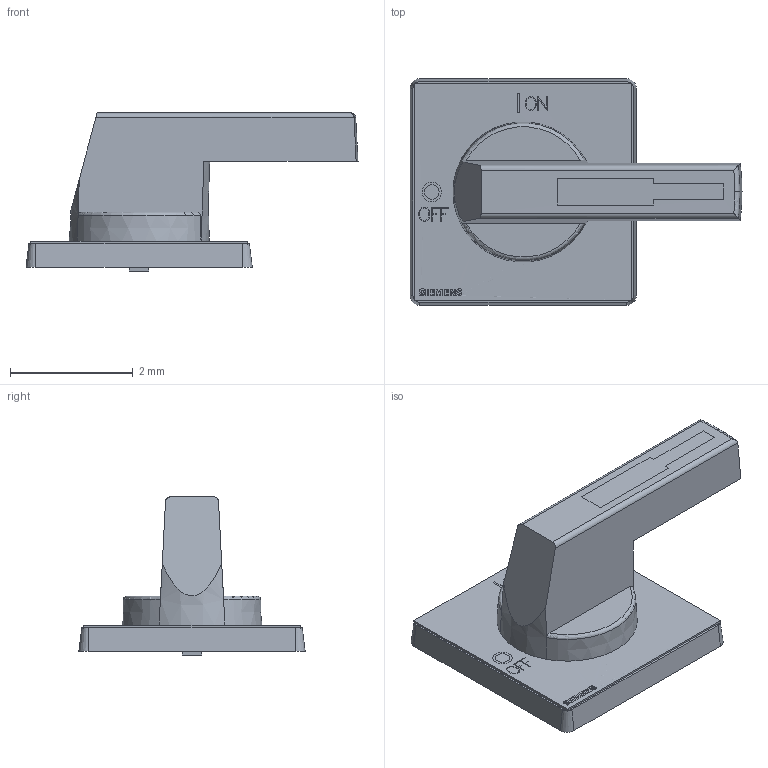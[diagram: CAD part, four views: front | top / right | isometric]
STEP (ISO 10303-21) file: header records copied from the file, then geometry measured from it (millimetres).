
FILE_DESCRIPTION(('STEP AP214'),'1');
FILE_NAME('cctmp_0EF442B1-CF78-476E-8C91-87130565EFAF_2023_04_14_05_29_46_0850..stp','2023-04-14T03:29:47',('SIEMENS A&D'),('CADClick - www.CADClick.com'),'Spatial InterOp 3D postprocessed',' ','unknown authorization');
FILE_SCHEMA(('AUTOMOTIVE_DESIGN'));
Length unit declared in the file: millimetre
Products named in the file (1): 2023_04_14_05_29_46_0850
Bounding box: 5.41 x 3.69 x 2.57 mm (x, y, z)
Volume: 12.3 mm3; surface area: 53.2 mm2
Topology: 1 solids, 1 shells, 80 faces, 372 edges, 314 vertices
Faces by surface type: plane 56, cone 10, cylinder 10, torus 4
Entity records: 4363 total; most frequent: CARTESIAN_POINT 895, ORIENTED_EDGE 744, DIRECTION 599, EDGE_CURVE 372, VERTEX_POINT 314, LINE 263, VECTOR 263, AXIS2_PLACEMENT_3D 168
